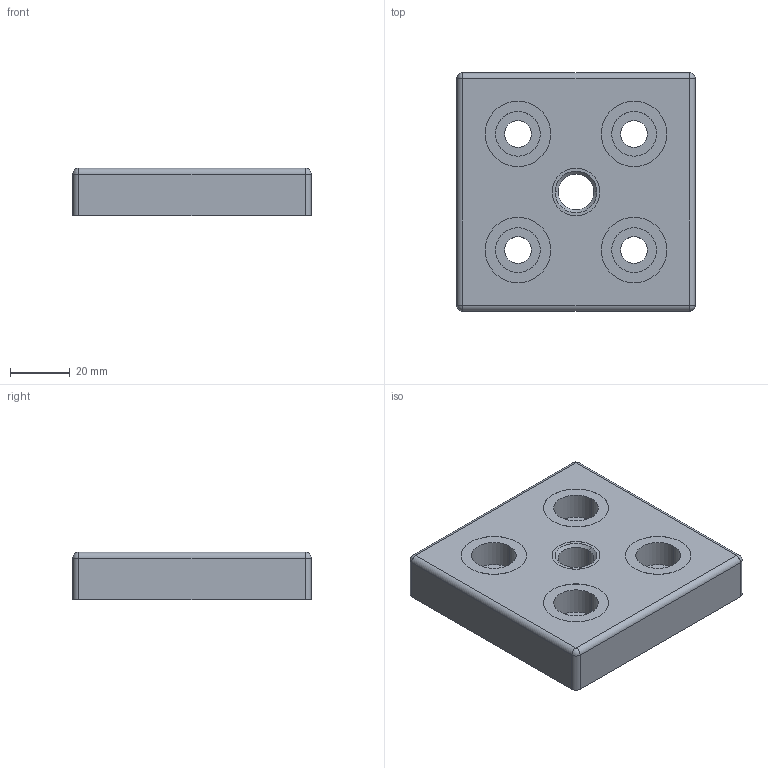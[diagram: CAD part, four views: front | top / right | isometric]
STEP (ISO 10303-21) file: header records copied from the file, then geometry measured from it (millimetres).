
FILE_DESCRIPTION (( 'STEP AP214' ), '1' );
FILE_NAME ('A24 Àäàïòåð 80õ80_D (Àëþì) äëÿ îïîðû Ì14.STEP', '2019-05-24T14:02:53', ( 'Windows User' ), ( '' ), 'SwSTEP 2.0', 'SolidWorks 2018', '' );
FILE_SCHEMA (( 'AUTOMOTIVE_DESIGN' ));
Length unit declared in the file: millimetre
Products named in the file (1): A24 Àäàïòåð 80õ80_D (Àëþì) äëÿ îïîðû Ì14
Bounding box: 80 x 80 x 16 mm (x, y, z)
Volume: 70708.2 mm3; surface area: 29491.9 mm2
Topology: 1 solids, 1 shells, 220 faces, 556 edges, 352 vertices
Faces by surface type: cylinder 140, plane 72, cone 4, sphere 4
Entity records: 6732 total; most frequent: DIRECTION 1278, CARTESIAN_POINT 1125, ORIENTED_EDGE 1104, EDGE_CURVE 552, AXIS2_PLACEMENT_3D 505, VERTEX_POINT 352, CIRCLE 284, VECTOR 268
